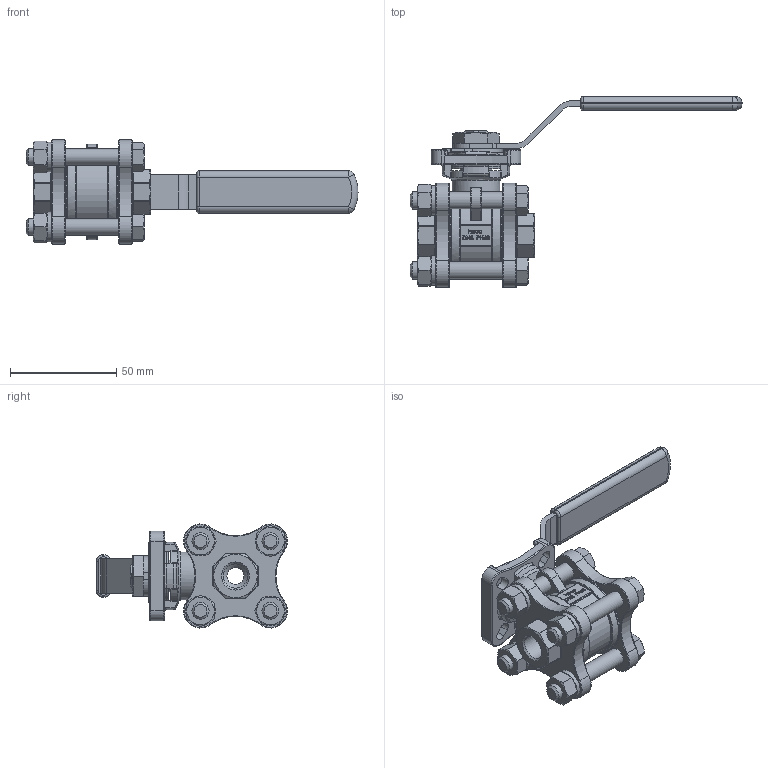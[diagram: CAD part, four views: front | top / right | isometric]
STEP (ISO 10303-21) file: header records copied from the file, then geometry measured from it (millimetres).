
FILE_DESCRIPTION (( 'STEP AP214' ), '1' );
FILE_NAME ('K3-014-PIG-4 Kugelhahn 2311.STEP', '2023-11-14T12:13:35', ( '' ), ( '' ), 'SwSTEP 2.0', 'SolidWorks 2019', '' );
FILE_SCHEMA (( 'AUTOMOTIVE_DESIGN' ));
Length unit declared in the file: millimetre
Products named in the file (1): K3-014-PIG-4 Kugelhahn 2311
Bounding box: 156 x 89.74 x 48.87 mm (x, y, z)
Volume: 95995 mm3; surface area: 35836.4 mm2
Topology: 1 solids, 1 shells, 1072 faces, 2710 edges, 1706 vertices
Faces by surface type: plane 434, bspline 214, cylinder 209, torus 119, cone 92, sphere 4
Full cylindrical faces by diameter (mm): 8 x9, 8.3 x10, 11.44 x2, 14 x4, 15 x1, 19 x1, 22.5 x1, 25 x2, 26 x1, 37 x4
Entity records: 47056 total; most frequent: CARTESIAN_POINT 19119, ORIENTED_EDGE 5262, DIRECTION 4366, EDGE_CURVE 2631, VERTEX_POINT 1685, AXIS2_PLACEMENT_3D 1562, VECTOR 1242, LINE 1242
